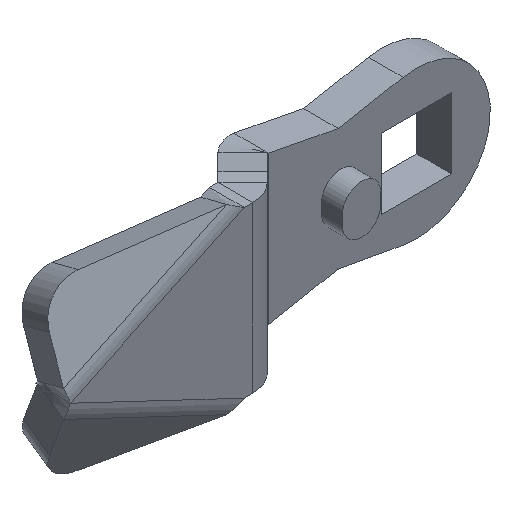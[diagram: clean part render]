
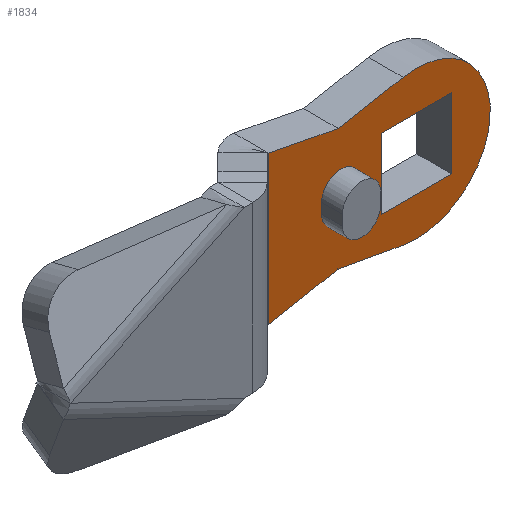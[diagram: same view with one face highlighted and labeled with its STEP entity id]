
A CAD part, isometric view. The second image highlights one B-rep face of the part: STEP entity #1834.
In plain terms, the highlighted planar face has unit normal (0, -1, 0).
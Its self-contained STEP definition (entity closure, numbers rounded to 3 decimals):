
#602=DIRECTION('',(0.,0.,-1.));
#603=VECTOR('',#602,17.077);
#604=CARTESIAN_POINT('',(-17.,-4.,8.538));
#605=LINE('',#604,#603);
#609=DIRECTION('',(0.982,0.,-0.189));
#610=VECTOR('',#609,8.147);
#611=CARTESIAN_POINT('',(-17.,-4.,8.538));
#612=LINE('',#611,#610);
#616=DIRECTION('',(0.984,0.,0.179));
#617=VECTOR('',#616,7.599);
#618=CARTESIAN_POINT('',(-9.,-4.,7.));
#619=LINE('',#618,#617);
#623=CARTESIAN_POINT('',(0.,-4.,0.));
#624=DIRECTION('',(0.,1.,0.));
#625=DIRECTION('',(-0.179,0.,0.984));
#626=AXIS2_PLACEMENT_3D('',#623,#624,#625);
#631=DIRECTION('',(-0.984,0.,0.179));
#632=VECTOR('',#631,7.599);
#633=CARTESIAN_POINT('',(-1.524,-4.,-8.362));
#634=LINE('',#633,#632);
#638=DIRECTION('',(-0.982,0.,-0.189));
#639=VECTOR('',#638,8.147);
#640=CARTESIAN_POINT('',(-9.,-4.,-7.));
#641=LINE('',#640,#639);
#645=DIRECTION('',(1.,0.,0.));
#646=VECTOR('',#645,8.1);
#647=CARTESIAN_POINT('',(-4.05,-4.,-4.05));
#648=LINE('',#647,#646);
#652=DIRECTION('',(0.,0.,1.));
#653=VECTOR('',#652,8.1);
#654=CARTESIAN_POINT('',(4.05,-4.,-4.05));
#655=LINE('',#654,#653);
#659=DIRECTION('',(-1.,0.,0.));
#660=VECTOR('',#659,8.1);
#661=CARTESIAN_POINT('',(4.05,-4.,4.05));
#662=LINE('',#661,#660);
#666=DIRECTION('',(0.,0.,-1.));
#667=VECTOR('',#666,8.1);
#668=CARTESIAN_POINT('',(-4.05,-4.,4.05));
#669=LINE('',#668,#667);
#673=DIRECTION('',(0.,0.,1.));
#674=VECTOR('',#673,1.2);
#675=CARTESIAN_POINT('',(-10.9,-4.,-0.6));
#676=LINE('',#675,#674);
#680=CARTESIAN_POINT('',(-8.7,-4.,-0.6));
#681=DIRECTION('',(0.,-1.,0.));
#682=DIRECTION('',(-1.,0.,0.));
#683=AXIS2_PLACEMENT_3D('',#680,#681,#682);
#688=DIRECTION('',(0.,0.,-1.));
#689=VECTOR('',#688,1.2);
#690=CARTESIAN_POINT('',(-6.5,-4.,0.6));
#691=LINE('',#690,#689);
#695=CARTESIAN_POINT('',(-8.7,-4.,0.6));
#696=DIRECTION('',(0.,-1.,0.));
#697=DIRECTION('',(1.,0.,0.));
#698=AXIS2_PLACEMENT_3D('',#695,#696,#697);
#992=CARTESIAN_POINT('',(-4.05,-4.,-4.05));
#993=CARTESIAN_POINT('',(4.05,-4.,-4.05));
#994=VERTEX_POINT('',#992);
#995=VERTEX_POINT('',#993);
#996=CARTESIAN_POINT('',(4.05,-4.,4.05));
#997=VERTEX_POINT('',#996);
#998=CARTESIAN_POINT('',(-4.05,-4.,4.05));
#999=VERTEX_POINT('',#998);
#1000=CARTESIAN_POINT('',(-9.,-4.,7.));
#1001=CARTESIAN_POINT('',(-1.524,-4.,8.362));
#1002=VERTEX_POINT('',#1000);
#1003=VERTEX_POINT('',#1001);
#1004=CARTESIAN_POINT('',(-1.524,-4.,-8.362));
#1005=VERTEX_POINT('',#1004);
#1006=CARTESIAN_POINT('',(-9.,-4.,-7.));
#1007=VERTEX_POINT('',#1006);
#1063=CARTESIAN_POINT('',(-17.,-4.,8.538));
#1064=VERTEX_POINT('',#1063);
#1065=CARTESIAN_POINT('',(-17.,-4.,-8.538));
#1066=VERTEX_POINT('',#1065);
#1087=CARTESIAN_POINT('',(-6.5,-4.,0.6));
#1088=CARTESIAN_POINT('',(-6.5,-4.,-0.6));
#1089=VERTEX_POINT('',#1087);
#1090=VERTEX_POINT('',#1088);
#1091=CARTESIAN_POINT('',(-10.9,-4.,-0.6));
#1092=CARTESIAN_POINT('',(-10.9,-4.,0.6));
#1093=VERTEX_POINT('',#1091);
#1094=VERTEX_POINT('',#1092);
#1801=CARTESIAN_POINT('',(0.,-4.,0.));
#1802=DIRECTION('',(0.,1.,0.));
#1803=DIRECTION('',(1.,0.,0.));
#1804=AXIS2_PLACEMENT_3D('',#1801,#1802,#1803);
#1805=PLANE('',#1804);
#1806=ORIENTED_EDGE('',*,*,#1795,.F.);
#1807=ORIENTED_EDGE('',*,*,#1329,.T.);
#1808=ORIENTED_EDGE('',*,*,#1342,.T.);
#1809=ORIENTED_EDGE('',*,*,#1356,.T.);
#1810=ORIENTED_EDGE('',*,*,#1370,.T.);
#1811=ORIENTED_EDGE('',*,*,#1383,.T.);
#1812=EDGE_LOOP('',(#1806,#1807,#1808,#1809,#1810,#1811));
#1813=FACE_OUTER_BOUND('',#1812,.F.);
#1815=ORIENTED_EDGE('',*,*,#1814,.T.);
#1817=ORIENTED_EDGE('',*,*,#1816,.T.);
#1819=ORIENTED_EDGE('',*,*,#1818,.T.);
#1821=ORIENTED_EDGE('',*,*,#1820,.T.);
#1822=EDGE_LOOP('',(#1815,#1817,#1819,#1821));
#1823=FACE_BOUND('',#1822,.F.);
#1825=ORIENTED_EDGE('',*,*,#1824,.F.);
#1827=ORIENTED_EDGE('',*,*,#1826,.T.);
#1829=ORIENTED_EDGE('',*,*,#1828,.F.);
#1831=ORIENTED_EDGE('',*,*,#1830,.T.);
#1832=EDGE_LOOP('',(#1825,#1827,#1829,#1831));
#1833=FACE_BOUND('',#1832,.F.);
#1834=ADVANCED_FACE('',(#1813,#1823,#1833),#1805,.F.);
#627=CIRCLE('',#626,8.5);
#684=CIRCLE('',#683,2.2);
#699=CIRCLE('',#698,2.2);
#1329=EDGE_CURVE('',#1064,#1002,#612,.T.);
#1342=EDGE_CURVE('',#1002,#1003,#619,.T.);
#1356=EDGE_CURVE('',#1003,#1005,#627,.T.);
#1370=EDGE_CURVE('',#1005,#1007,#634,.T.);
#1383=EDGE_CURVE('',#1007,#1066,#641,.T.);
#1795=EDGE_CURVE('',#1064,#1066,#605,.T.);
#1814=EDGE_CURVE('',#994,#995,#648,.T.);
#1816=EDGE_CURVE('',#995,#997,#655,.T.);
#1818=EDGE_CURVE('',#997,#999,#662,.T.);
#1820=EDGE_CURVE('',#999,#994,#669,.T.);
#1824=EDGE_CURVE('',#1093,#1094,#676,.T.);
#1826=EDGE_CURVE('',#1093,#1090,#684,.T.);
#1828=EDGE_CURVE('',#1089,#1090,#691,.T.);
#1830=EDGE_CURVE('',#1089,#1094,#699,.T.);
